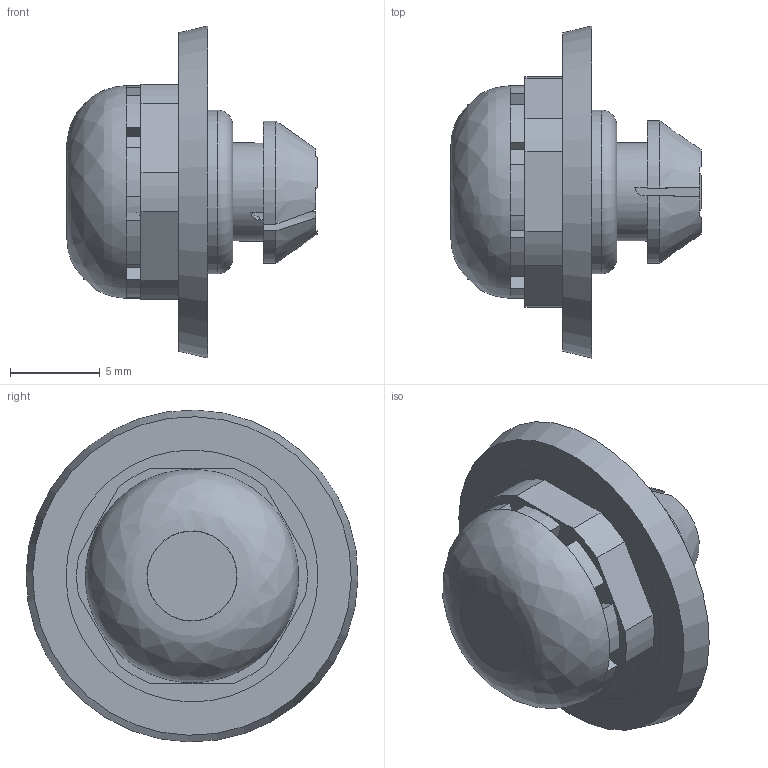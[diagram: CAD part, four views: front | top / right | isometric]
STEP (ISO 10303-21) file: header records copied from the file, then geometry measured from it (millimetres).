
FILE_DESCRIPTION(/* description */ ('Snap 2.Gen.'),/* implementation_level */ '2;1');
FILE_NAME(/* name */ '12086012G2-RST.stp',/* time_stamp */ '2023-02-07T11:16:41+01:00',/* author */ ('sl'),/* organization */ (''),/* preprocessor_version */ 'ST-DEVELOPER v16.5',/* originating_system */ 'Autodesk Inventor 2017',/* authorisation */ '');
FILE_SCHEMA (('AUTOMOTIVE_DESIGN { 1 0 10303 214 3 1 1 }'));
Length unit declared in the file: millimetre
Products named in the file (5): SNAP-NEW-03-BG-0001-12086012G2; 12086012G2; 11086012G2; 12086012G2_1; New-Gasket-01-BT-0001-Snap
Assembly tree (4 placements, depth 2):
  SNAP-NEW-03-BG-0001-12086012G2
    12086012G2
    11086012G2
    12086012G2_1
    New-Gasket-01-BT-0001-Snap
Bounding box: 13.93 x 18.45 x 18.45 mm (x, y, z)
Volume: 1018.8 mm3; surface area: 2039.7 mm2
Topology: 4 solids, 4 shells, 232 faces, 584 edges, 366 vertices
Faces by surface type: plane 117, cylinder 68, torus 16, cone 14, sphere 12, bspline 5
Full cylindrical faces by diameter (mm): 0.3 x4, 3.9 x1, 4.6 x1, 5.45 x1, 5.65 x1, 7.5 x1, 7.7 x1, 8.1 x1, 8.5 x1, 9 x1, 14 x1
Entity records: 7388 total; most frequent: CARTESIAN_POINT 1665, DIRECTION 1259, ORIENTED_EDGE 1116, EDGE_CURVE 558, AXIS2_PLACEMENT_3D 504, VERTEX_POINT 361, EDGE_LOOP 269, CIRCLE 262
